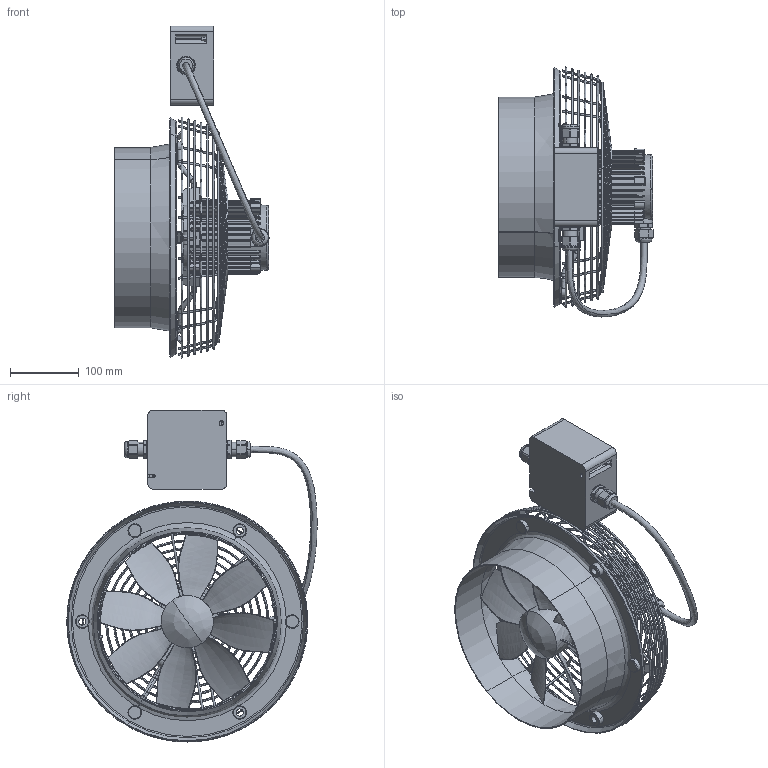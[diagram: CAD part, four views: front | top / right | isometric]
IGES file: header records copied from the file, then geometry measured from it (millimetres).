
Start section: Elysium IGES Interface
Global section: file name: 84H0094.0204_DZS_25_2_B_Ex_t.igs; native system: PTC Creo Elements/Direct Modeling 19.0C  15-Aug-2015; preprocessor: Creo Element/Direct IGES_3D V2.2; author: Unknown; organization: Unknown; date: 20221130.091417; units: millimetre
Bounding box: 224.94 x 364.75 x 484.01 mm (x, y, z)
Volume: 2462782.3 mm3; surface area: 746405.3 mm2
Topology: 3 solids, 38 shells, 1390 faces, 3549 edges, 2217 vertices
Faces by surface type: bspline 1390
